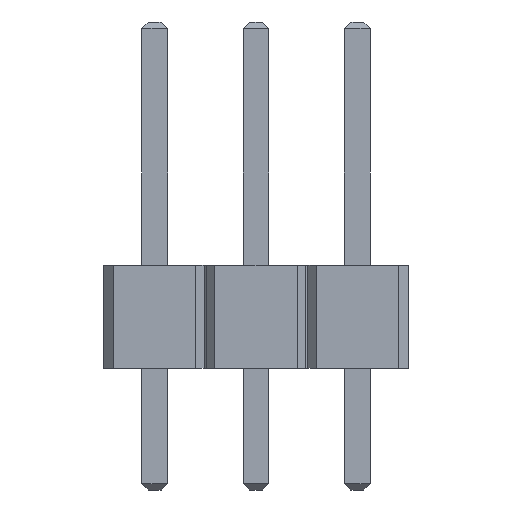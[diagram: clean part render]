
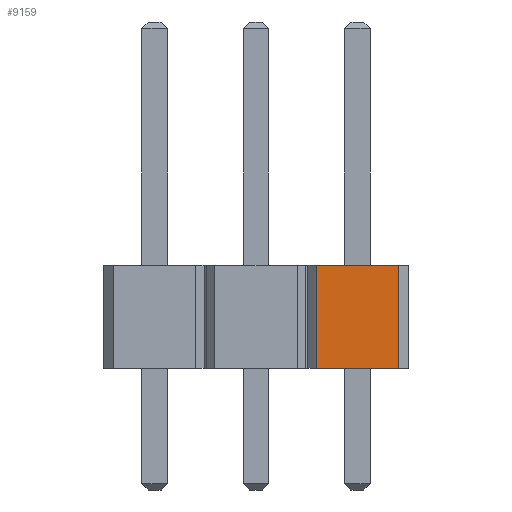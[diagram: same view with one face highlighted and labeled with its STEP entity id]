
A CAD part, front view. The second image highlights one B-rep face of the part: STEP entity #9159.
In plain terms, the highlighted planar face has unit normal (0, -1, 0).
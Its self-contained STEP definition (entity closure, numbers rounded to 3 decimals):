
#102=FACE_OUTER_BOUND('',#632,.T.);
#632=EDGE_LOOP('',(#5920,#5921,#5922,#5923));
#1163=LINE('',#12499,#2399);
#1230=LINE('',#12633,#2466);
#1317=LINE('',#12806,#2553);
#1319=LINE('',#12810,#2555);
#2399=VECTOR('',#10204,1.);
#2466=VECTOR('',#10273,1.);
#2553=VECTOR('',#10436,1.);
#2555=VECTOR('',#10442,1.);
#3632=VERTEX_POINT('',#12496);
#3633=VERTEX_POINT('',#12498);
#3698=VERTEX_POINT('',#12630);
#3699=VERTEX_POINT('',#12632);
#4403=EDGE_CURVE('',#3633,#3632,#1163,.T.);
#4470=EDGE_CURVE('',#3698,#3699,#1230,.T.);
#4557=EDGE_CURVE('',#3633,#3698,#1317,.T.);
#4559=EDGE_CURVE('',#3632,#3699,#1319,.T.);
#5920=ORIENTED_EDGE('',*,*,#4557,.F.);
#5921=ORIENTED_EDGE('',*,*,#4403,.T.);
#5922=ORIENTED_EDGE('',*,*,#4559,.T.);
#5923=ORIENTED_EDGE('',*,*,#4470,.F.);
#8124=PLANE('',#9691);
#9159=ADVANCED_FACE('',(#102),#8124,.F.);
#9691=AXIS2_PLACEMENT_3D('',#12809,#10440,#10441);
#10204=DIRECTION('',(1.,0.,0.));
#10273=DIRECTION('',(1.,0.,0.));
#10436=DIRECTION('',(0.,0.,1.));
#10440=DIRECTION('center_axis',(0.,1.,0.));
#10441=DIRECTION('ref_axis',(1.,0.,0.));
#10442=DIRECTION('',(0.,0.,1.));
#12496=CARTESIAN_POINT('',(1.016,-16.51,0.));
#12498=CARTESIAN_POINT('',(-1.016,-16.51,0.));
#12499=CARTESIAN_POINT('',(-1.016,-16.51,0.));
#12630=CARTESIAN_POINT('',(-1.016,-16.51,2.54));
#12632=CARTESIAN_POINT('',(1.016,-16.51,2.54));
#12633=CARTESIAN_POINT('',(-1.016,-16.51,2.54));
#12806=CARTESIAN_POINT('',(-1.016,-16.51,0.));
#12809=CARTESIAN_POINT('Origin',(-1.016,-16.51,0.));
#12810=CARTESIAN_POINT('',(1.016,-16.51,0.));
